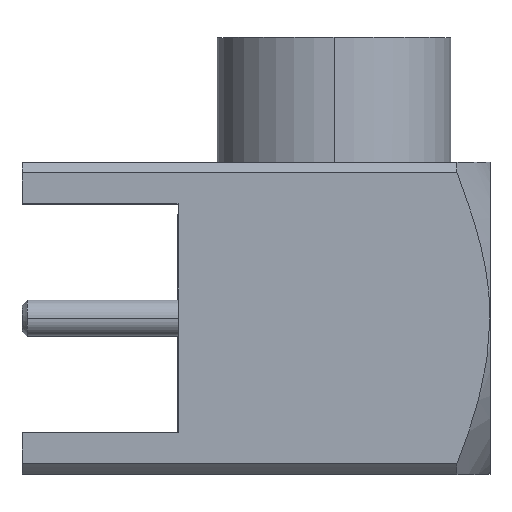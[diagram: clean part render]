
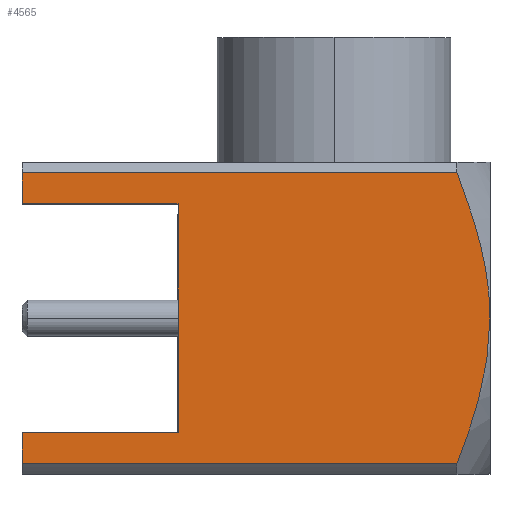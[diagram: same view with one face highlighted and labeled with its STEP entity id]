
A CAD part, top view. The second image highlights one B-rep face of the part: STEP entity #4565.
In plain terms, the highlighted planar face has unit normal (0, 0, 1).
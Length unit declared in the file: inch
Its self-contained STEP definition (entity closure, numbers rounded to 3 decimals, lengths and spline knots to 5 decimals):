
#57 = CARTESIAN_POINT ( 'NONE',  ( 0.00039, -0.11042, 0.11811 ) ) ;
#199 = LINE ( 'NONE', #3109, #786 ) ;
#328 = CARTESIAN_POINT ( 'NONE',  ( -0.35433, -0.11003, 0.11811 ) ) ;
#360 = ORIENTED_EDGE ( 'NONE', *, *, #2735, .T. ) ;
#363 = DIRECTION ( 'NONE',  ( 0., -1., 0. ) ) ;
#443 = VECTOR ( 'NONE', #363, 39.37008 ) ;
#458 = CARTESIAN_POINT ( 'NONE',  ( -0.025, 0.11003, 0.11811 ) ) ;
#475 = LINE ( 'NONE', #2282, #3310 ) ;
#541 = VERTEX_POINT ( 'NONE', #1524 ) ;
#569 = LINE ( 'NONE', #3351, #1116 ) ;
#572 = CARTESIAN_POINT ( 'NONE',  ( -0.01181, 0.07433, 0.11811 ) ) ;
#578 = DIRECTION ( 'NONE',  ( 1., 0., 0. ) ) ;
#784 = CARTESIAN_POINT ( 'NONE',  ( -0.025, -0.11003, 0.11811 ) ) ;
#786 = VECTOR ( 'NONE', #1306, 39.37008 ) ;
#793 = DIRECTION ( 'NONE',  ( 0., 0., 1. ) ) ;
#798 = ORIENTED_EDGE ( 'NONE', *, *, #1590, .T. ) ;
#804 = DIRECTION ( 'NONE',  ( 1., 0., 0. ) ) ;
#815 = DIRECTION ( 'NONE',  ( 0., 1., 0. ) ) ;
#892 = ORIENTED_EDGE ( 'NONE', *, *, #2698, .T. ) ;
#898 = EDGE_CURVE ( 'NONE', #3576, #1589, #3261, .T. ) ;
#936 = CARTESIAN_POINT ( 'NONE',  ( 0., 0.0191, 0.11811 ) ) ;
#1010 = CARTESIAN_POINT ( 'NONE',  ( -0.35433, 0., 0.11811 ) ) ;
#1108 = VERTEX_POINT ( 'NONE', #328 ) ;
#1116 = VECTOR ( 'NONE', #3075, 39.37008 ) ;
#1306 = DIRECTION ( 'NONE',  ( -1., 0., 0. ) ) ;
#1316 = ORIENTED_EDGE ( 'NONE', *, *, #3202, .T. ) ;
#1460 = CARTESIAN_POINT ( 'NONE',  ( -0.01185, -0.07444, 0.11811 ) ) ;
#1483 = CARTESIAN_POINT ( 'NONE',  ( 0., 0., 0.11811 ) ) ;
#1490 = FACE_OUTER_BOUND ( 'NONE', #1942, .T. ) ;
#1524 = CARTESIAN_POINT ( 'NONE',  ( -0.23622, 0.08661, 0.11811 ) ) ;
#1569 = CARTESIAN_POINT ( 'NONE',  ( 0., 0., 0.11811 ) ) ;
#1573 = ORIENTED_EDGE ( 'NONE', *, *, #1981, .T. ) ;
#1580 = VERTEX_POINT ( 'NONE', #4712 ) ;
#1589 = VERTEX_POINT ( 'NONE', #1569 ) ;
#1590 = EDGE_CURVE ( 'NONE', #541, #2850, #475, .T. ) ;
#1758 = ORIENTED_EDGE ( 'NONE', *, *, #3549, .T. ) ;
#1764 = LINE ( 'NONE', #1010, #443 ) ;
#1942 = EDGE_LOOP ( 'NONE', ( #360, #2248, #3992, #1758, #892, #1316, #798, #2992, #1573 ) ) ;
#1981 = EDGE_CURVE ( 'NONE', #2734, #1108, #569, .T. ) ;
#2143 = LINE ( 'NONE', #3588, #3736 ) ;
#2248 = ORIENTED_EDGE ( 'NONE', *, *, #898, .T. ) ;
#2282 = CARTESIAN_POINT ( 'NONE',  ( -0.23622, 0., 0.11811 ) ) ;
#2374 = CARTESIAN_POINT ( 'NONE',  ( -0.23622, -0.08661, 0.11811 ) ) ;
#2380 = CARTESIAN_POINT ( 'NONE',  ( -0.00275, 0.03772, 0.11811 ) ) ;
#2468 = CARTESIAN_POINT ( 'NONE',  ( -0.35433, -0.08661, 0.11811 ) ) ;
#2540 = DIRECTION ( 'NONE',  ( -1., 0., 0. ) ) ;
#2568 = CARTESIAN_POINT ( 'NONE',  ( -0.0028, -0.03793, 0.11811 ) ) ;
#2692 = EDGE_CURVE ( 'NONE', #1589, #3088, #3843, .T. ) ;
#2698 = EDGE_CURVE ( 'NONE', #3299, #1580, #1764, .T. ) ;
#2734 = VERTEX_POINT ( 'NONE', #2468 ) ;
#2735 = EDGE_CURVE ( 'NONE', #1108, #3576, #3934, .T. ) ;
#2850 = VERTEX_POINT ( 'NONE', #2374 ) ;
#2905 = CARTESIAN_POINT ( 'NONE',  ( -0.01804, -0.09232, 0.11811 ) ) ;
#2947 = VECTOR ( 'NONE', #804, 39.37008 ) ;
#2992 = ORIENTED_EDGE ( 'NONE', *, *, #4659, .T. ) ;
#3075 = DIRECTION ( 'NONE',  ( 0., -1., 0. ) ) ;
#3088 = VERTEX_POINT ( 'NONE', #458 ) ;
#3109 = CARTESIAN_POINT ( 'NONE',  ( -0.17717, -0.08661, 0.11811 ) ) ;
#3126 = LINE ( 'NONE', #3902, #4253 ) ;
#3202 = EDGE_CURVE ( 'NONE', #1580, #541, #3126, .T. ) ;
#3261 = B_SPLINE_CURVE_WITH_KNOTS ( 'NONE', 3,
 ( #4032, #2905, #1460, #2568, #3959, #1483 ),
 .UNSPECIFIED., .F., .F.,
 ( 4, 2, 4 ),
 ( 0., 0.00143, 0.00287 ),
 .UNSPECIFIED. ) ;
#3299 = VERTEX_POINT ( 'NONE', #4318 ) ;
#3310 = VECTOR ( 'NONE', #4474, 39.37008 ) ;
#3351 = CARTESIAN_POINT ( 'NONE',  ( -0.35433, 0., 0.11811 ) ) ;
#3470 = CARTESIAN_POINT ( 'NONE',  ( -0.01805, 0.09235, 0.11811 ) ) ;
#3549 = EDGE_CURVE ( 'NONE', #3088, #3299, #2143, .T. ) ;
#3558 = CARTESIAN_POINT ( 'NONE',  ( -0.025, 0.11003, 0.11811 ) ) ;
#3576 = VERTEX_POINT ( 'NONE', #784 ) ;
#3588 = CARTESIAN_POINT ( 'NONE',  ( -0.17717, 0.11003, 0.11811 ) ) ;
#3736 = VECTOR ( 'NONE', #2540, 39.37008 ) ;
#3769 = AXIS2_PLACEMENT_3D ( 'NONE', #57, #793, #815 ) ;
#3843 = B_SPLINE_CURVE_WITH_KNOTS ( 'NONE', 3,
 ( #4205, #936, #2380, #572, #3470, #3558 ),
 .UNSPECIFIED., .F., .F.,
 ( 4, 2, 4 ),
 ( 0., 0.00143, 0.00287 ),
 .UNSPECIFIED. ) ;
#3902 = CARTESIAN_POINT ( 'NONE',  ( -0.17717, 0.08661, 0.11811 ) ) ;
#3934 = LINE ( 'NONE', #4657, #2947 ) ;
#3959 = CARTESIAN_POINT ( 'NONE',  ( 0., -0.01928, 0.11811 ) ) ;
#3992 = ORIENTED_EDGE ( 'NONE', *, *, #2692, .T. ) ;
#4032 = CARTESIAN_POINT ( 'NONE',  ( -0.025, -0.11003, 0.11811 ) ) ;
#4205 = CARTESIAN_POINT ( 'NONE',  ( 0., 0., 0.11811 ) ) ;
#4253 = VECTOR ( 'NONE', #578, 39.37008 ) ;
#4318 = CARTESIAN_POINT ( 'NONE',  ( -0.35433, 0.11003, 0.11811 ) ) ;
#4440 = PLANE ( 'NONE',  #3769 ) ;
#4474 = DIRECTION ( 'NONE',  ( 0., -1., 0. ) ) ;
#4565 = ADVANCED_FACE ( 'NONE', ( #1490 ), #4440, .T. ) ;
#4657 = CARTESIAN_POINT ( 'NONE',  ( -0.17717, -0.11003, 0.11811 ) ) ;
#4659 = EDGE_CURVE ( 'NONE', #2850, #2734, #199, .T. ) ;
#4712 = CARTESIAN_POINT ( 'NONE',  ( -0.35433, 0.08661, 0.11811 ) ) ;
